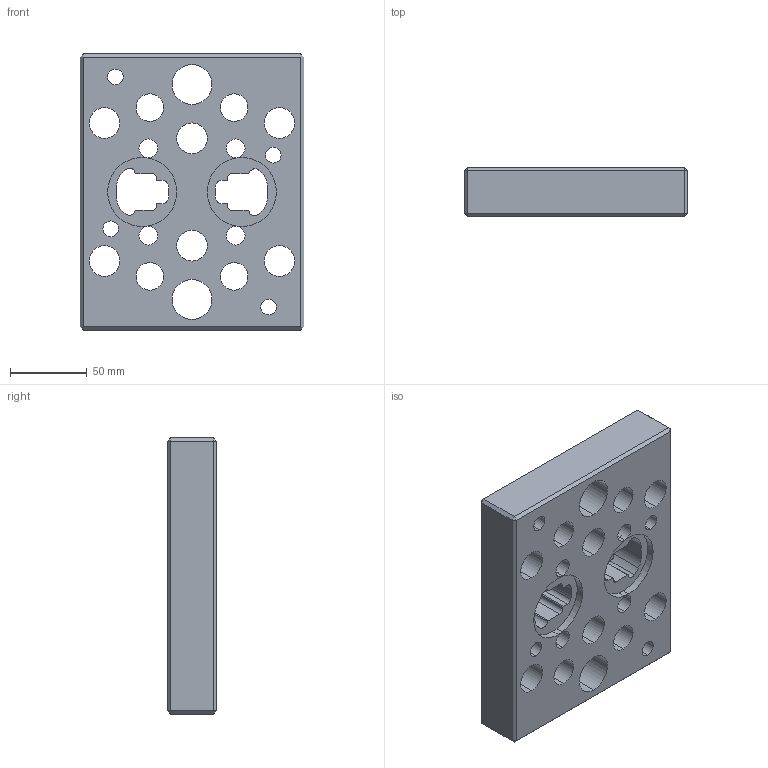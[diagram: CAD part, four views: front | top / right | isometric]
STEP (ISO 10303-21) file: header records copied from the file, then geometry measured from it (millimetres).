
FILE_DESCRIPTION (( 'STEP AP214' ), '1' );
FILE_NAME ('bau0209768819.step', '2023-07-19T04:42:10', ( '' ), ( '' ), 'SwSTEP 2.0', 'SolidWorks 2022', '' );
FILE_SCHEMA (( 'AUTOMOTIVE_DESIGN' ));
Length unit declared in the file: millimetre
Products named in the file (1): bau0209768819
Bounding box: 146 x 32.2 x 180 mm (x, y, z)
Volume: 628895.9 mm3; surface area: 102071.6 mm2
Topology: 1 solids, 1 shells, 150 faces, 402 edges, 250 vertices
Faces by surface type: cylinder 90, plane 48, cone 12
Entity records: 5438 total; most frequent: DIRECTION 872, CARTESIAN_POINT 791, ORIENTED_EDGE 780, EDGE_CURVE 390, AXIS2_PLACEMENT_3D 331, VERTEX_POINT 250, LINE 210, VECTOR 210
